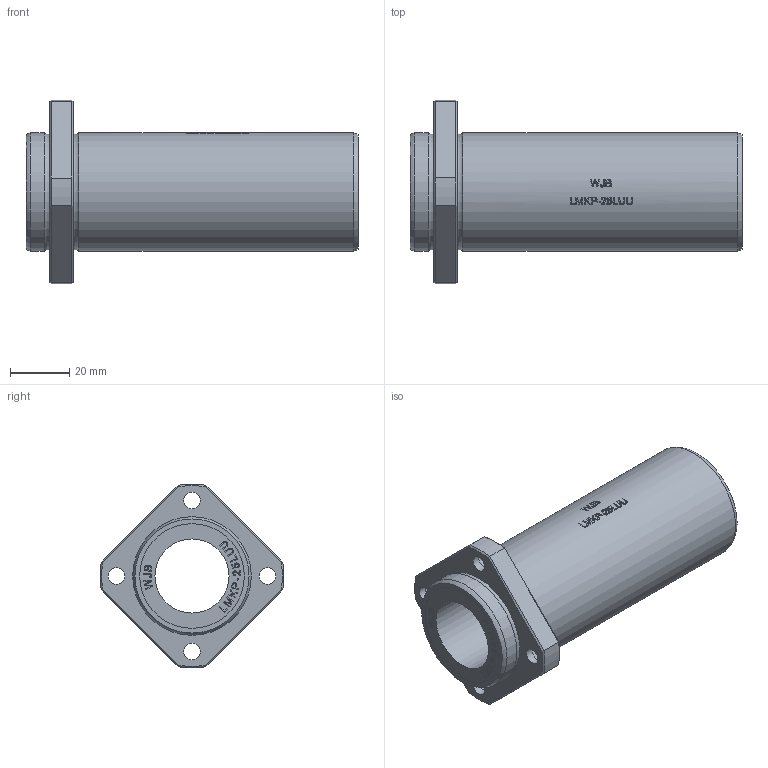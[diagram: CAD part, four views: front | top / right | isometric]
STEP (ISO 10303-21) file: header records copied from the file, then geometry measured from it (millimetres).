
FILE_DESCRIPTION(/* description */ (''),/* implementation_level */ '2;1');
FILE_NAME(/* name */ 'WJB-LMKP-25LUU.stp',/* time_stamp */ '2019-01-27T12:31:43+08:00',/* author */ (''),/* organization */ (''),/* preprocessor_version */ 'ST-DEVELOPER v11',/* originating_system */ 'SIEMENS UGS NX 6.0',/* authorisation */ '');
FILE_SCHEMA (('AUTOMOTIVE_DESIGN { 1 0 10303 214 1 1 1 1 }'));
Length unit declared in the file: millimetre
Products named in the file (1): ROCKE321z19x
Bounding box: 112 x 61.92 x 61.92 mm (x, y, z)
Volume: 93020.4 mm3; surface area: 27727.9 mm2
Topology: 1 solids, 1 shells, 414 faces, 1048 edges, 692 vertices
Faces by surface type: plane 273, extrusion 96, cylinder 33, cone 8, torus 4
Full cylindrical faces by diameter (mm): 5.5 x4, 9 x4, 25 x1, 35.3 x2, 40 x2
Entity records: 15465 total; most frequent: CARTESIAN_POINT 6114, ORIENTED_EDGE 2062, DIRECTION 1517, EDGE_CURVE 1031, VERTEX_POINT 692, VECTOR 627, LINE 531, EDGE_LOOP 497
